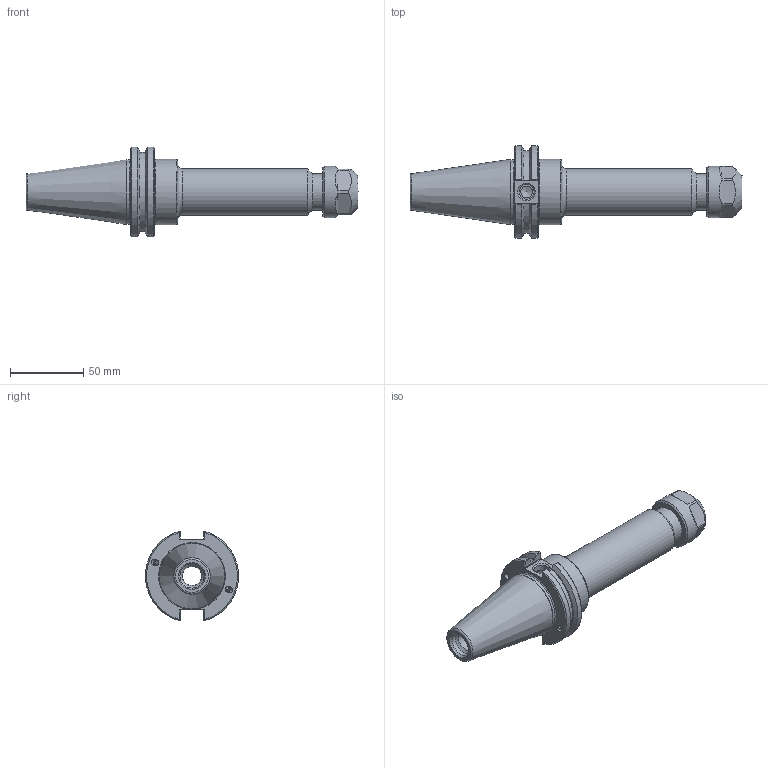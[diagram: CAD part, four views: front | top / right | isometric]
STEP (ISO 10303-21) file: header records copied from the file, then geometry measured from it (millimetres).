
FILE_DESCRIPTION(/* description */ ('ER COLLET CHUCK'),/* implementation_level */ '2;1');
FILE_NAME(/* name */ 'C40BC-20ERC622.stp',/* time_stamp */ '2017-02-13T15:01:16-05:00',/* author */ ('davhar'),/* organization */ (''),/* preprocessor_version */ 'ST-DEVELOPER v16.1',/* originating_system */ 'Autodesk Inventor 2016',/* authorisation */ '');
FILE_SCHEMA (('AUTOMOTIVE_DESIGN { 1 0 10303 214 3 1 1 }'));
Length unit declared in the file: inch
Products named in the file (5): C40BCB-20ER6-1; 029-965; C40BCB-20ER6-1_1; 20ERHCN; C40BC-20ERC622
Assembly tree (7 placements, depth 3):
  C40BC-20ERC622
    C40BCB-20ER6-1_1
      C40BCB-20ER6-1
      029-965  x4
    20ERHCN
Bounding box: 226.25 x 63.26 x 61.05 mm (x, y, z)
Volume: 196145.6 mm3; surface area: 43963.4 mm2
Topology: 6 solids, 6 shells, 201 faces, 477 edges, 307 vertices
Faces by surface type: plane 94, cylinder 55, cone 37, torus 11, sphere 4
Full cylindrical faces by diameter (mm): 3.3 x4, 4 x8, 4.1 x4, 4.2 x4, 8.001 x1, 10.135 x1, 12.751 x1, 13.36 x1, 13.386 x1, 14.478 x1, 15.76 x1, 16.459 x1, 20.83 x1, 23.5 x1, 25 x1, 26 x1, 31.75 x1, 35 x1, 43.942 x1, 44.45 x1
Entity records: 4546 total; most frequent: CARTESIAN_POINT 1003, DIRECTION 714, ORIENTED_EDGE 620, EDGE_CURVE 310, AXIS2_PLACEMENT_3D 297, EDGE_LOOP 228, VERTEX_POINT 226, FACE_OUTER_BOUND 153
